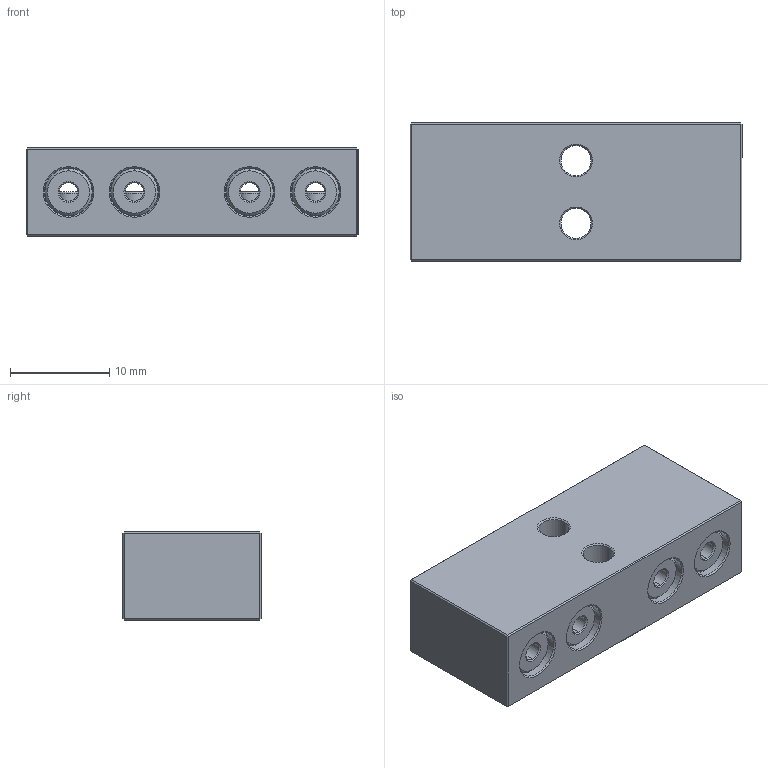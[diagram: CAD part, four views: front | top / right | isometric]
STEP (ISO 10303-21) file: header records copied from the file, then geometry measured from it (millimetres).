
FILE_DESCRIPTION (( 'STEP AP203' ), '1' );
FILE_NAME ('111855.stp', '2014-10-07T14:37:20', ( '' ), ( '' ), 'SwSTEP 2.0', 'SolidWorks 2012', '' );
FILE_SCHEMA (( 'CONFIG_CONTROL_DESIGN' ));
Length unit declared in the file: centimetre
Products named in the file (1): 111855
Bounding box: 33.53 x 13.97 x 8.89 mm (x, y, z)
Volume: 3546.1 mm3; surface area: 3100.7 mm2
Topology: 1 solids, 1 shells, 310 faces, 716 edges, 448 vertices
Faces by surface type: plane 114, cylinder 100, cone 88, bspline 8
Entity records: 9961 total; most frequent: CARTESIAN_POINT 2995, DIRECTION 1450, ORIENTED_EDGE 1400, EDGE_CURVE 700, AXIS2_PLACEMENT_3D 591, VERTEX_POINT 440, EDGE_LOOP 370, FACE_OUTER_BOUND 318
